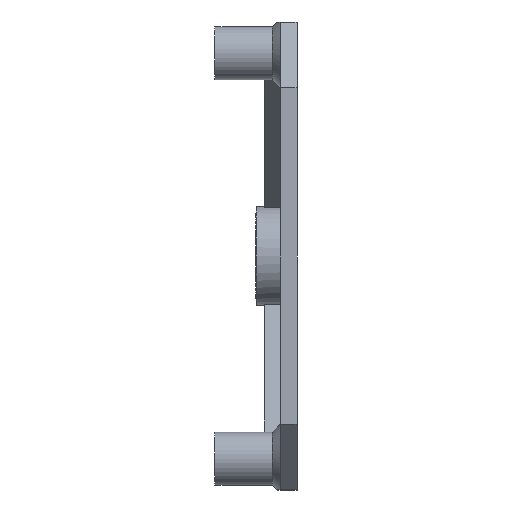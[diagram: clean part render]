
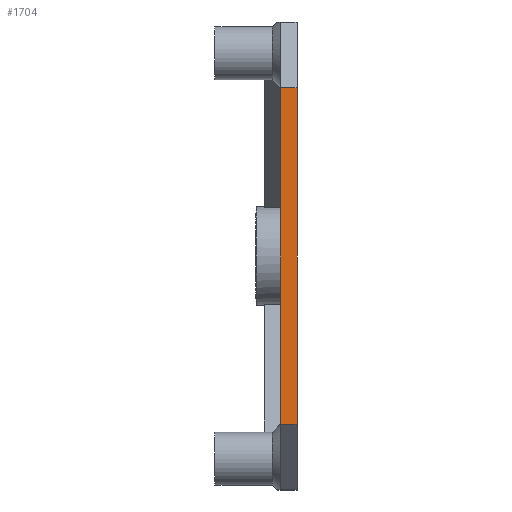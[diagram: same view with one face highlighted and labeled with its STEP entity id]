
A CAD part, left-side view. The second image highlights one B-rep face of the part: STEP entity #1704.
In plain terms, the highlighted planar face has unit normal (-1, 0, 0).
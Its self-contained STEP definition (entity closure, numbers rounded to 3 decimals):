
#16 = LINE ( 'NONE', #684, #1668 ) ;
#29 = CARTESIAN_POINT ( 'NONE',  ( -47.5, 2., 20.5 ) ) ;
#80 = CARTESIAN_POINT ( 'NONE',  ( -47.5, 0., -20.5 ) ) ;
#83 = PLANE ( 'NONE',  #1263 ) ;
#123 = ORIENTED_EDGE ( 'NONE', *, *, #1325, .T. ) ;
#290 = FACE_OUTER_BOUND ( 'NONE', #345, .T. ) ;
#345 = EDGE_LOOP ( 'NONE', ( #811, #2691, #1279, #123 ) ) ;
#496 = CARTESIAN_POINT ( 'NONE',  ( -47.5, 0., 28.5 ) ) ;
#546 = EDGE_CURVE ( 'NONE', #2194, #1805, #2896, .T. ) ;
#684 = CARTESIAN_POINT ( 'NONE',  ( -47.5, 2., -20.5 ) ) ;
#715 = DIRECTION ( 'NONE',  ( 0., 1., 0. ) ) ;
#775 = DIRECTION ( 'NONE',  ( 0., 0., 1. ) ) ;
#782 = EDGE_CURVE ( 'NONE', #1367, #2080, #2932, .T. ) ;
#792 = CARTESIAN_POINT ( 'NONE',  ( -47.5, 2., 28.5 ) ) ;
#811 = ORIENTED_EDGE ( 'NONE', *, *, #546, .F. ) ;
#929 = CARTESIAN_POINT ( 'NONE',  ( -47.5, 2., 20.5 ) ) ;
#968 = DIRECTION ( 'NONE',  ( 0., -1., 0. ) ) ;
#1096 = VECTOR ( 'NONE', #775, 1000. ) ;
#1226 = CARTESIAN_POINT ( 'NONE',  ( -47.5, 2., -20.5 ) ) ;
#1227 = DIRECTION ( 'NONE',  ( 0., 0., 1. ) ) ;
#1263 = AXIS2_PLACEMENT_3D ( 'NONE', #792, #1765, #2476 ) ;
#1279 = ORIENTED_EDGE ( 'NONE', *, *, #782, .T. ) ;
#1325 = EDGE_CURVE ( 'NONE', #2080, #1805, #2860, .T. ) ;
#1367 = VERTEX_POINT ( 'NONE', #80 ) ;
#1460 = VECTOR ( 'NONE', #1227, 1000. ) ;
#1668 = VECTOR ( 'NONE', #968, 1000. ) ;
#1704 = ADVANCED_FACE ( 'NONE', ( #290 ), #83, .F. ) ;
#1765 = DIRECTION ( 'NONE',  ( 1., 0., 0. ) ) ;
#1805 = VERTEX_POINT ( 'NONE', #929 ) ;
#1818 = VECTOR ( 'NONE', #715, 1000. ) ;
#2080 = VERTEX_POINT ( 'NONE', #3092 ) ;
#2194 = VERTEX_POINT ( 'NONE', #1226 ) ;
#2429 = CARTESIAN_POINT ( 'NONE',  ( -47.5, 2., 28.5 ) ) ;
#2476 = DIRECTION ( 'NONE',  ( 0., 0., -1. ) ) ;
#2487 = EDGE_CURVE ( 'NONE', #2194, #1367, #16, .T. ) ;
#2691 = ORIENTED_EDGE ( 'NONE', *, *, #2487, .T. ) ;
#2860 = LINE ( 'NONE', #29, #1818 ) ;
#2896 = LINE ( 'NONE', #2429, #1460 ) ;
#2932 = LINE ( 'NONE', #496, #1096 ) ;
#3092 = CARTESIAN_POINT ( 'NONE',  ( -47.5, 0., 20.5 ) ) ;
